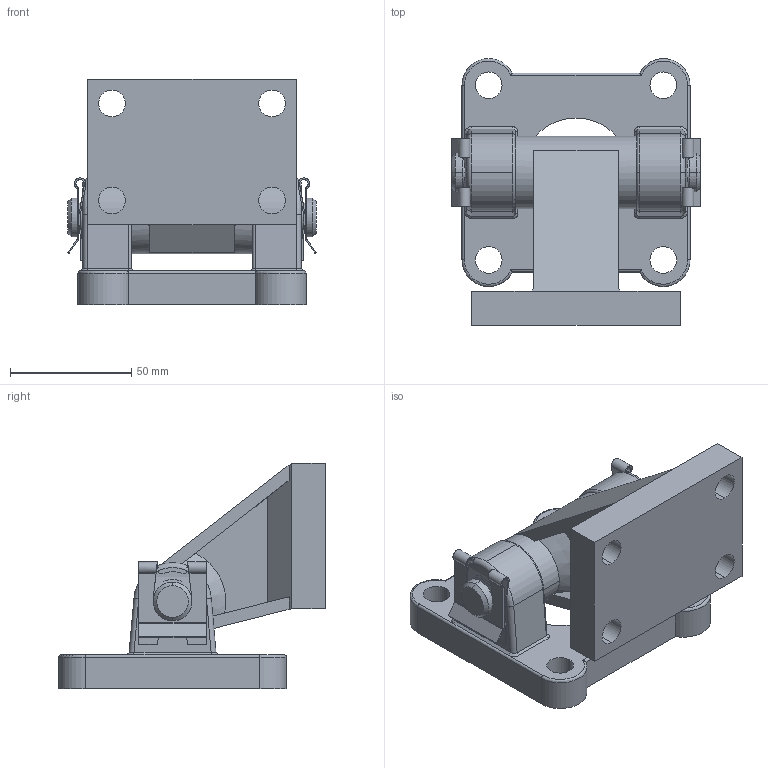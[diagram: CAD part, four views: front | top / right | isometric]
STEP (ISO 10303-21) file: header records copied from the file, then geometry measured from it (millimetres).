
FILE_DESCRIPTION (( 'STEP AP214' ), '1' );
FILE_NAME ('80 EB.STEP', '2013-12-16T07:52:16', ( '' ), ( '' ), 'SwSTEP 2.0', 'SolidWorks 2010', '' );
FILE_SCHEMA (( 'AUTOMOTIVE_DESIGN' ));
Length unit declared in the file: millimetre
Products named in the file (5): 80  SWIVEL  FLANGE; 80  EB  P軲輄Varsay齦an; 80  KLÝPS; ÇAP 80 YER BAÐ. (CFM); 80  EB
Assembly tree (5 placements, depth 2):
  80  EB
    80  EB  P軲輄Varsay齦an
    80  KLÝPS  x2
    80  SWIVEL  FLANGE
    ÇAP 80 YER BAÐ. (CFM)
Bounding box: 102.5 x 109.97 x 93 mm (x, y, z)
Volume: 285477.9 mm3; surface area: 69640 mm2
Topology: 5 solids, 5 shells, 269 faces, 726 edges, 467 vertices
Faces by surface type: plane 129, cylinder 109, cone 13, torus 10, bspline 8
Entity records: 6641 total; most frequent: CARTESIAN_POINT 1456, ORIENTED_EDGE 1056, DIRECTION 1037, EDGE_CURVE 528, AXIS2_PLACEMENT_3D 372, VERTEX_POINT 335, LINE 293, VECTOR 293
